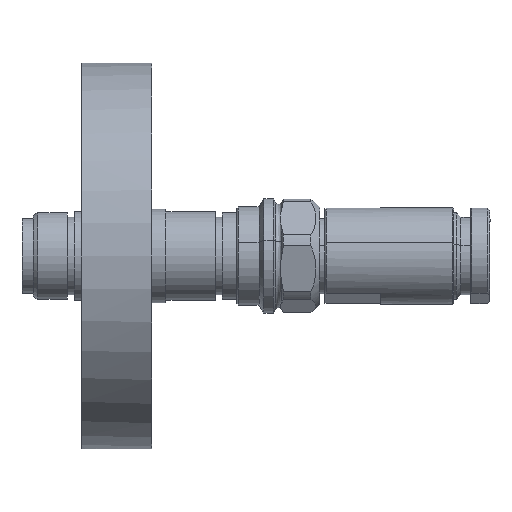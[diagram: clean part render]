
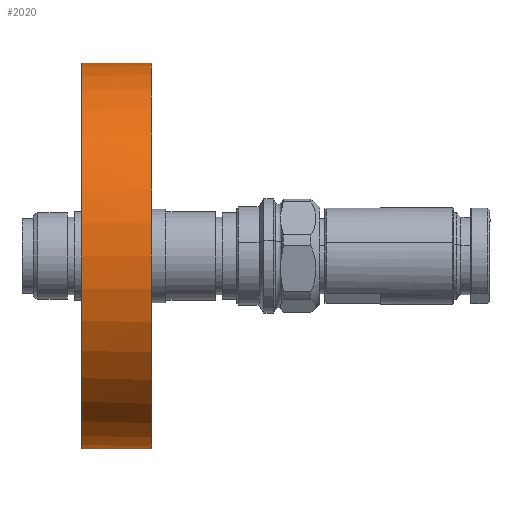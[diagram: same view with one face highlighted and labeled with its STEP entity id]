
A CAD part, left-side view. The second image highlights one B-rep face of the part: STEP entity #2020.
In plain terms, the highlighted cylindrical face has radius 34.95 mm (diameter 69.9 mm), a partial arc.
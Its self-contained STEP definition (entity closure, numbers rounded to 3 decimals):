
#226 = ORIENTED_EDGE ( 'NONE', *, *, #307, .T. ) ;
#228 = CARTESIAN_POINT ( 'NONE',  ( 0., -1., -34.95 ) ) ;
#307 = EDGE_CURVE ( 'NONE', #3297, #1199, #1629, .T. ) ;
#358 = CARTESIAN_POINT ( 'NONE',  ( -0.874, -0.504, -34.939 ) ) ;
#367 = EDGE_CURVE ( 'NONE', #2792, #4343, #925, .T. ) ;
#594 = DIRECTION ( 'NONE',  ( 0., 0., 1. ) ) ;
#674 = ORIENTED_EDGE ( 'NONE', *, *, #1219, .F. ) ;
#701 = CARTESIAN_POINT ( 'NONE',  ( -0.13, -1., 34.95 ) ) ;
#753 = AXIS2_PLACEMENT_3D ( 'NONE', #5385, #5509, #594 ) ;
#925 = B_SPLINE_CURVE_WITH_KNOTS ( 'NONE', 3,
 ( #1761, #5079, #1293, #3206, #3573, #1171, #4986, #5110, #701, #2731 ),
 .UNSPECIFIED., .F., .F.,
 ( 4, 2, 2, 2, 4 ),
 ( 0., 0., 0.001, 0.001, 0.002 ),
 .UNSPECIFIED. ) ;
#926 = CARTESIAN_POINT ( 'NONE',  ( 0., -12.7, -34.95 ) ) ;
#1104 = EDGE_CURVE ( 'NONE', #2360, #4343, #2773, .T. ) ;
#1171 = CARTESIAN_POINT ( 'NONE',  ( -0.615, -0.8, 34.945 ) ) ;
#1199 = VERTEX_POINT ( 'NONE', #1827 ) ;
#1219 = EDGE_CURVE ( 'NONE', #1549, #1199, #2553, .T. ) ;
#1281 = VECTOR ( 'NONE', #4284, 1000. ) ;
#1293 = CARTESIAN_POINT ( 'NONE',  ( -0.974, -0.262, 34.936 ) ) ;
#1549 = VERTEX_POINT ( 'NONE', #926 ) ;
#1629 = B_SPLINE_CURVE_WITH_KNOTS ( 'NONE', 3,
 ( #5599, #4143, #2129, #358, #6102, #4516, #4108, #2670, #3144, #228 ),
 .UNSPECIFIED., .F., .F.,
 ( 4, 2, 2, 2, 4 ),
 ( 0., 0., 0.001, 0.001, 0.002 ),
 .UNSPECIFIED. ) ;
#1649 = FACE_OUTER_BOUND ( 'NONE', #3224, .T. ) ;
#1670 = VECTOR ( 'NONE', #4845, 1000. ) ;
#1747 = AXIS2_PLACEMENT_3D ( 'NONE', #3062, #5954, #3940 ) ;
#1761 = CARTESIAN_POINT ( 'NONE',  ( -1., 0., 34.936 ) ) ;
#1789 = EDGE_CURVE ( 'NONE', #3297, #2792, #4858, .T. ) ;
#1827 = CARTESIAN_POINT ( 'NONE',  ( 0., -1., -34.95 ) ) ;
#2020 = ADVANCED_FACE ( 'NONE', ( #1649 ), #4467, .T. ) ;
#2023 = EDGE_CURVE ( 'NONE', #1549, #2360, #2243, .T. ) ;
#2123 = DIRECTION ( 'NONE',  ( 0., 0., 1. ) ) ;
#2129 = CARTESIAN_POINT ( 'NONE',  ( -0.974, -0.262, -34.936 ) ) ;
#2143 = AXIS2_PLACEMENT_3D ( 'NONE', #4981, #5525, #2123 ) ;
#2243 = CIRCLE ( 'NONE', #753, 34.95 ) ;
#2360 = VERTEX_POINT ( 'NONE', #5772 ) ;
#2553 = LINE ( 'NONE', #3993, #1670 ) ;
#2670 = CARTESIAN_POINT ( 'NONE',  ( -0.262, -0.974, -34.949 ) ) ;
#2731 = CARTESIAN_POINT ( 'NONE',  ( 0., -1., 34.95 ) ) ;
#2773 = LINE ( 'NONE', #4713, #1281 ) ;
#2784 = ORIENTED_EDGE ( 'NONE', *, *, #1789, .F. ) ;
#2792 = VERTEX_POINT ( 'NONE', #2873 ) ;
#2843 = ORIENTED_EDGE ( 'NONE', *, *, #367, .F. ) ;
#2873 = CARTESIAN_POINT ( 'NONE',  ( -1., 0., 34.936 ) ) ;
#3062 = CARTESIAN_POINT ( 'NONE',  ( 0., -12.7, 0. ) ) ;
#3144 = CARTESIAN_POINT ( 'NONE',  ( -0.13, -1., -34.95 ) ) ;
#3206 = CARTESIAN_POINT ( 'NONE',  ( -0.874, -0.504, 34.939 ) ) ;
#3224 = EDGE_LOOP ( 'NONE', ( #674, #4364, #4736, #2843, #2784, #226 ) ) ;
#3297 = VERTEX_POINT ( 'NONE', #3875 ) ;
#3573 = CARTESIAN_POINT ( 'NONE',  ( -0.799, -0.615, 34.941 ) ) ;
#3875 = CARTESIAN_POINT ( 'NONE',  ( -1., 0., -34.936 ) ) ;
#3940 = DIRECTION ( 'NONE',  ( 0., 0., 1. ) ) ;
#3993 = CARTESIAN_POINT ( 'NONE',  ( 0., -12.7, -34.95 ) ) ;
#4108 = CARTESIAN_POINT ( 'NONE',  ( -0.503, -0.874, -34.947 ) ) ;
#4143 = CARTESIAN_POINT ( 'NONE',  ( -1., -0.132, -34.936 ) ) ;
#4284 = DIRECTION ( 'NONE',  ( 0., 1., 0. ) ) ;
#4343 = VERTEX_POINT ( 'NONE', #6193 ) ;
#4364 = ORIENTED_EDGE ( 'NONE', *, *, #2023, .T. ) ;
#4467 = CYLINDRICAL_SURFACE ( 'NONE', #1747, 34.95 ) ;
#4516 = CARTESIAN_POINT ( 'NONE',  ( -0.615, -0.8, -34.945 ) ) ;
#4713 = CARTESIAN_POINT ( 'NONE',  ( 0., -12.7, 34.95 ) ) ;
#4736 = ORIENTED_EDGE ( 'NONE', *, *, #1104, .T. ) ;
#4845 = DIRECTION ( 'NONE',  ( 0., 1., 0. ) ) ;
#4858 = CIRCLE ( 'NONE', #2143, 34.95 ) ;
#4981 = CARTESIAN_POINT ( 'NONE',  ( 0., 0., 0. ) ) ;
#4986 = CARTESIAN_POINT ( 'NONE',  ( -0.503, -0.874, 34.947 ) ) ;
#5079 = CARTESIAN_POINT ( 'NONE',  ( -1., -0.132, 34.936 ) ) ;
#5110 = CARTESIAN_POINT ( 'NONE',  ( -0.262, -0.974, 34.949 ) ) ;
#5385 = CARTESIAN_POINT ( 'NONE',  ( 0., -12.7, 0. ) ) ;
#5509 = DIRECTION ( 'NONE',  ( 0., 1., 0. ) ) ;
#5525 = DIRECTION ( 'NONE',  ( 0., 1., 0. ) ) ;
#5599 = CARTESIAN_POINT ( 'NONE',  ( -1., 0., -34.936 ) ) ;
#5772 = CARTESIAN_POINT ( 'NONE',  ( 0., -12.7, 34.95 ) ) ;
#5954 = DIRECTION ( 'NONE',  ( 0., 1., 0. ) ) ;
#6102 = CARTESIAN_POINT ( 'NONE',  ( -0.799, -0.615, -34.941 ) ) ;
#6193 = CARTESIAN_POINT ( 'NONE',  ( 0., -1., 34.95 ) ) ;
